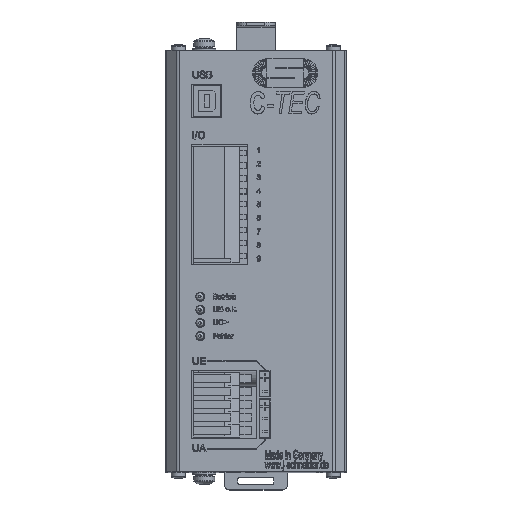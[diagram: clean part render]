
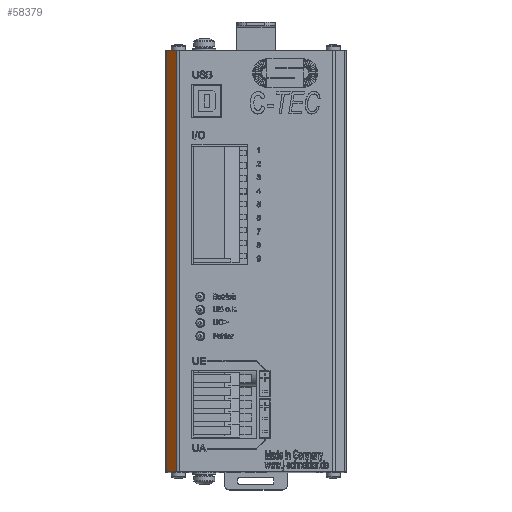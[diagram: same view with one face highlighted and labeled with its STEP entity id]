
A CAD part, top view. The second image highlights one B-rep face of the part: STEP entity #58379.
In plain terms, the highlighted planar face has unit normal (-0.707, 0, 0.707).
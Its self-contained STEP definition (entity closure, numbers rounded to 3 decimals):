
#5063=PLANE('',#62226);
#7315=FACE_OUTER_BOUND('',#10679,.T.);
#10679=EDGE_LOOP('',(#45525,#45526,#45527,#45528));
#15164=LINE('',#83406,#21292);
#15217=LINE('',#83518,#21345);
#15394=LINE('',#83957,#21522);
#15397=LINE('',#83962,#21525);
#21292=VECTOR('',#69203,1.);
#21345=VECTOR('',#69304,1.);
#21522=VECTOR('',#69745,1.);
#21525=VECTOR('',#69752,1.);
#28060=VERTEX_POINT('',#83403);
#28061=VERTEX_POINT('',#83405);
#28095=VERTEX_POINT('',#83515);
#28096=VERTEX_POINT('',#83517);
#34329=EDGE_CURVE('',#28060,#28061,#15164,.T.);
#34389=EDGE_CURVE('',#28095,#28096,#15217,.T.);
#34615=EDGE_CURVE('',#28060,#28096,#15394,.T.);
#34618=EDGE_CURVE('',#28095,#28061,#15397,.T.);
#45525=ORIENTED_EDGE('',*,*,#34615,.T.);
#45526=ORIENTED_EDGE('',*,*,#34389,.F.);
#45527=ORIENTED_EDGE('',*,*,#34618,.T.);
#45528=ORIENTED_EDGE('',*,*,#34329,.F.);
#58379=ADVANCED_FACE('',(#7315),#5063,.T.);
#62226=AXIS2_PLACEMENT_3D('',#83969,#69765,#69766);
#69203=DIRECTION('',(-0.707,0.,-0.707));
#69304=DIRECTION('',(0.707,0.,0.707));
#69745=DIRECTION('',(0.,1.,0.));
#69752=DIRECTION('',(0.,-1.,0.));
#69765=DIRECTION('center_axis',(-0.707,0.,
0.707));
#69766=DIRECTION('ref_axis',(0.707,0.,0.707));
#83403=CARTESIAN_POINT('',(18.173,135.586,136.283));
#83405=CARTESIAN_POINT('',(14.517,135.586,132.626));
#83406=CARTESIAN_POINT('',(18.466,135.586,136.576));
#83515=CARTESIAN_POINT('',(14.517,298.586,132.626));
#83517=CARTESIAN_POINT('',(18.173,298.586,136.283));
#83518=CARTESIAN_POINT('',(14.224,298.586,132.333));
#83957=CARTESIAN_POINT('',(18.173,217.086,136.283));
#83962=CARTESIAN_POINT('',(14.517,217.086,132.626));
#83969=CARTESIAN_POINT('Origin',(16.345,217.086,134.454));
